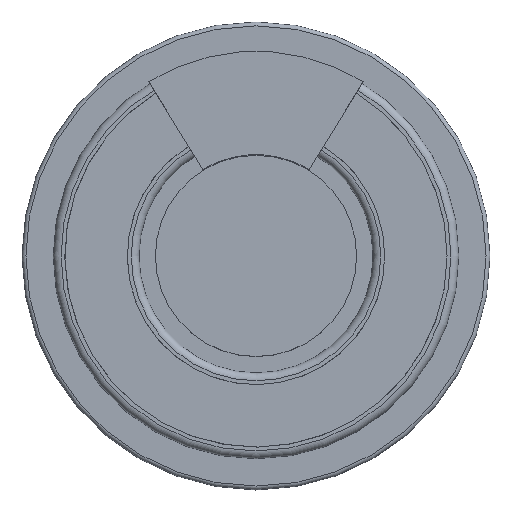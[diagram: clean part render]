
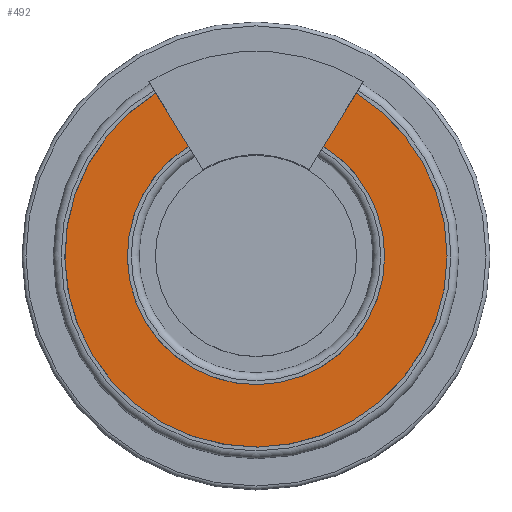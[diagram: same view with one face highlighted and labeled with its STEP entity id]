
A CAD part, top view. The second image highlights one B-rep face of the part: STEP entity #492.
In plain terms, the highlighted planar face has unit normal (0, 0, 1).
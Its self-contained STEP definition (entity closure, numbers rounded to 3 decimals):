
#108=VECTOR('',#621,1.);
#113=VECTOR('',#631,1.);
#118=LINE('',#742,#108);
#123=LINE('',#752,#113);
#130=PLANE('',#542);
#164=VERTEX_POINT('',#724);
#165=VERTEX_POINT('',#725);
#168=VERTEX_POINT('',#732);
#169=VERTEX_POINT('',#733);
#201=CIRCLE('',#531,8.25);
#203=CIRCLE('',#533,12.25);
#242=EDGE_CURVE('',#169,#164,#118,.T.);
#248=EDGE_CURVE('',#165,#168,#123,.T.);
#250=EDGE_CURVE('',#165,#164,#201,.T.);
#251=EDGE_CURVE('',#169,#168,#203,.T.);
#316=ORIENTED_EDGE('',*,*,#242,.T.);
#317=ORIENTED_EDGE('',*,*,#250,.F.);
#318=ORIENTED_EDGE('',*,*,#248,.T.);
#319=ORIENTED_EDGE('',*,*,#251,.F.);
#381=EDGE_LOOP('',(#316,#317,#318,#319));
#441=FACE_BOUND('',#381,.T.);
#492=ADVANCED_FACE('',(#441),#130,.T.);
#531=AXIS2_PLACEMENT_3D('',#723,#608,#609);
#533=AXIS2_PLACEMENT_3D('',#731,#614,#615);
#542=AXIS2_PLACEMENT_3D('',#756,#637,$);
#608=DIRECTION('',(0.,0.,1.));
#609=DIRECTION('',(8.25,0.,0.));
#614=DIRECTION('',(0.,0.,-1.));
#615=DIRECTION('',(12.25,0.,0.));
#621=DIRECTION('',(-0.524,-0.852,0.));
#631=DIRECTION('',(-0.524,0.852,0.));
#637=DIRECTION('',(0.,0.,1.));
#723=CARTESIAN_POINT('',(0.,0.,2.6));
#724=CARTESIAN_POINT('',(4.325,7.026,2.6));
#725=CARTESIAN_POINT('',(-4.325,7.026,2.6));
#731=CARTESIAN_POINT('',(0.,0.,2.6));
#732=CARTESIAN_POINT('',(-6.422,10.432,2.6));
#733=CARTESIAN_POINT('',(6.422,10.432,2.6));
#742=CARTESIAN_POINT('',(2.571,4.176,2.6));
#752=CARTESIAN_POINT('',(-2.571,4.176,2.6));
#756=CARTESIAN_POINT('',(0.,0.,2.6));
